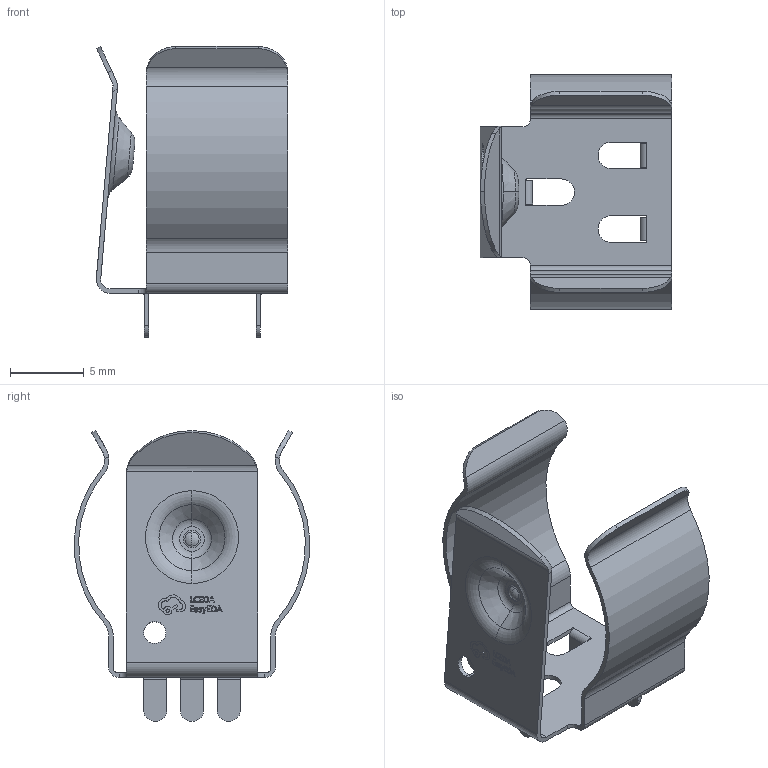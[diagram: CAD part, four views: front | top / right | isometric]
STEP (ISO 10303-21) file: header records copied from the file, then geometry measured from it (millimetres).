
FILE_DESCRIPTION (( 'STEP AP214' ), '1' );
FILE_NAME ('BAT-TH_MY-18650-01.step', '2022-12-15T03:49:22', ( '' ), ( '' ), 'SwSTEP 2.0', 'SolidWorks 2020', '' );
FILE_SCHEMA (( 'AUTOMOTIVE_DESIGN' ));
Length unit declared in the file: millimetre
Products named in the file (1): BAT-TH_MY-18650-01
Bounding box: 13 x 15.97 x 19.77 mm (x, y, z)
Volume: 183.8 mm3; surface area: 1283.9 mm2
Topology: 1 solids, 1 shells, 344 faces, 935 edges, 616 vertices
Faces by surface type: plane 167, bspline 98, cylinder 59, torus 12, sphere 4, cone 4
Entity records: 15339 total; most frequent: CARTESIAN_POINT 3430, ORIENTED_EDGE 1870, DIRECTION 1343, EDGE_CURVE 935, VERTEX_POINT 616, VECTOR 565, LINE 565, AXIS2_PLACEMENT_3D 389
